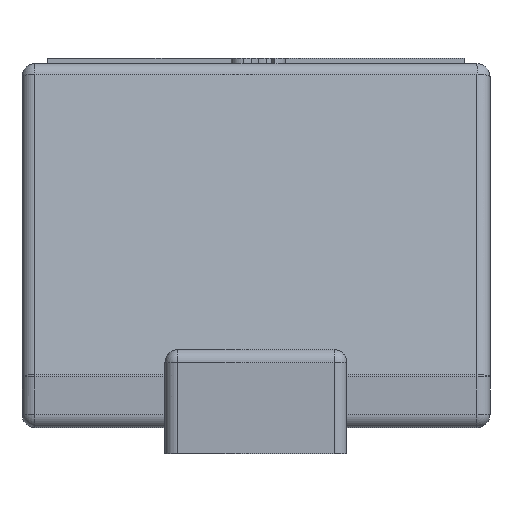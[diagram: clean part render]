
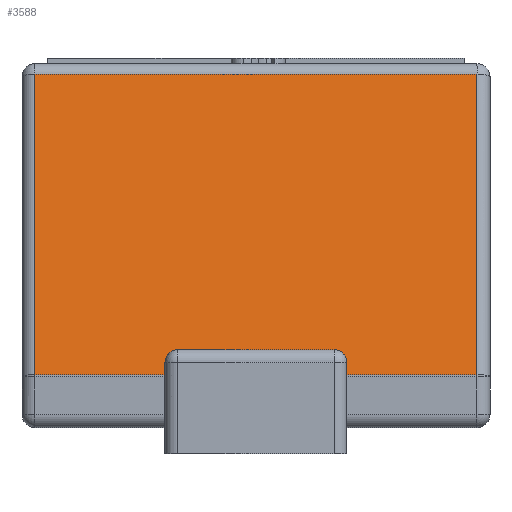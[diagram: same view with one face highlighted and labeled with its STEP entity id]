
A CAD part, left-side view. The second image highlights one B-rep face of the part: STEP entity #3588.
In plain terms, the highlighted planar face has unit normal (-0.986, 0, 0.164).
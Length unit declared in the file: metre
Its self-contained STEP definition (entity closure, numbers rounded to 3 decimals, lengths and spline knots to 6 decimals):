
#40 = DIRECTION ( 'NONE',  ( 0.164, 0., 0.986 ) ) ;
#96 = PLANE ( 'NONE',  #8261 ) ;
#203 = LINE ( 'NONE', #8547, #2571 ) ;
#469 = CARTESIAN_POINT ( 'NONE',  ( -0.000643, -0.000175, 0.00019 ) ) ;
#590 = ORIENTED_EDGE ( 'NONE', *, *, #3205, .F. ) ;
#617 = LINE ( 'NONE', #7527, #7824 ) ;
#631 = CARTESIAN_POINT ( 'NONE',  ( -0.000646, -0.000175, 0.000175 ) ) ;
#699 = CARTESIAN_POINT ( 'NONE',  ( -0.000553, 0.000425, 0.000729 ) ) ;
#705 = LINE ( 'NONE', #6249, #7998 ) ;
#719 = CARTESIAN_POINT ( 'NONE',  ( -0.00055, -0.000425, 0.00075 ) ) ;
#811 = CARTESIAN_POINT ( 'NONE',  ( -0.00065, -0.000175, 0.000152 ) ) ;
#879 = EDGE_CURVE ( 'NONE', #5277, #7303, #705, .T. ) ;
#1064 = FACE_OUTER_BOUND ( 'NONE', #2391, .T. ) ;
#1070 = EDGE_CURVE ( 'NONE', #7400, #7935, #5691, .T. ) ;
#1085 = LINE ( 'NONE', #5579, #8403 ) ;
#1292 = EDGE_CURVE ( 'NONE', #3013, #7631, #203, .T. ) ;
#1396 = ORIENTED_EDGE ( 'NONE', *, *, #9154, .T. ) ;
#1435 = ORIENTED_EDGE ( 'NONE', *, *, #1070, .F. ) ;
#1763 = CARTESIAN_POINT ( 'NONE',  ( -0.000642, -0.00015, 0.0002 ) ) ;
#1870 = CARTESIAN_POINT ( 'NONE',  ( -0.00055, -0.000175, 0.00075 ) ) ;
#1951 = VERTEX_POINT ( 'NONE', #6951 ) ;
#1990 = CARTESIAN_POINT ( 'NONE',  ( -0.000642, -0.000165, 0.0002 ) ) ;
#2149 = CARTESIAN_POINT ( 'NONE',  ( -0.000553, -0.000425, 0.000729 ) ) ;
#2270 = CARTESIAN_POINT ( 'NONE',  ( -0.00065, 0.000425, 0.000152 ) ) ;
#2375 = CARTESIAN_POINT ( 'NONE',  ( -0.000643, 0.000175, 0.00019 ) ) ;
#2391 = EDGE_LOOP ( 'NONE', ( #8730, #8051, #6649, #4542, #590, #1435, #7747, #1396, #9983, #8934 ) ) ;
#2463 = EDGE_CURVE ( 'NONE', #7400, #2726, #1085, .T. ) ;
#2565 =( BOUNDED_CURVE ( )  B_SPLINE_CURVE ( 3, ( #3825, #4675, #2375, #7784 ),
 .UNSPECIFIED., .F., .T. ) 
 B_SPLINE_CURVE_WITH_KNOTS ( ( 4, 4 ),
 ( 3.141593, 4.712389 ),
 .UNSPECIFIED. ) 
 CURVE ( )  GEOMETRIC_REPRESENTATION_ITEM ( )  RATIONAL_B_SPLINE_CURVE ( ( 1., 0.805, 0.805, 1. ) ) 
 REPRESENTATION_ITEM ( '' )  );
#2571 = VECTOR ( 'NONE', #4093, 1. ) ;
#2575 = CARTESIAN_POINT ( 'NONE',  ( -0.00055, 0., 0.00075 ) ) ;
#2726 = VERTEX_POINT ( 'NONE', #5928 ) ;
#2803 = CARTESIAN_POINT ( 'NONE',  ( -0.000646, -0.000175, 0.000175 ) ) ;
#3013 = VERTEX_POINT ( 'NONE', #2149 ) ;
#3183 = VERTEX_POINT ( 'NONE', #6625 ) ;
#3205 = EDGE_CURVE ( 'NONE', #7935, #5277, #4788, .T. ) ;
#3510 = CARTESIAN_POINT ( 'NONE',  ( -0.000642, -0.00015, 0.0002 ) ) ;
#3588 = ADVANCED_FACE ( 'NONE', ( #1064 ), #96, .T. ) ;
#3825 = CARTESIAN_POINT ( 'NONE',  ( -0.000642, 0.00015, 0.0002 ) ) ;
#4093 = DIRECTION ( 'NONE',  ( 0., 1., 0. ) ) ;
#4409 = CARTESIAN_POINT ( 'NONE',  ( -0.00055, 0.000425, 0.00075 ) ) ;
#4425 = VECTOR ( 'NONE', #5257, 1. ) ;
#4528 = LINE ( 'NONE', #719, #8943 ) ;
#4542 = ORIENTED_EDGE ( 'NONE', *, *, #879, .F. ) ;
#4630 = CARTESIAN_POINT ( 'NONE',  ( -0.00055, 0.000175, 0.00075 ) ) ;
#4675 = CARTESIAN_POINT ( 'NONE',  ( -0.000642, 0.000165, 0.0002 ) ) ;
#4728 = DIRECTION ( 'NONE',  ( 0., 1., 0. ) ) ;
#4788 =( BOUNDED_CURVE ( )  B_SPLINE_CURVE ( 3, ( #631, #469, #1990, #3510 ),
 .UNSPECIFIED., .F., .F. ) 
 B_SPLINE_CURVE_WITH_KNOTS ( ( 4, 4 ),
 ( 4.712389, 6.283185 ),
 .UNSPECIFIED. ) 
 CURVE ( )  GEOMETRIC_REPRESENTATION_ITEM ( )  RATIONAL_B_SPLINE_CURVE ( ( 1., 0.805, 0.805, 1. ) ) 
 REPRESENTATION_ITEM ( '' )  );
#5257 = DIRECTION ( 'NONE',  ( 0.164, 0., 0.986 ) ) ;
#5277 = VERTEX_POINT ( 'NONE', #1763 ) ;
#5429 = VECTOR ( 'NONE', #7310, 1. ) ;
#5579 = CARTESIAN_POINT ( 'NONE',  ( -0.00065, -0.00045, 0.000152 ) ) ;
#5691 = LINE ( 'NONE', #1870, #5429 ) ;
#5928 = CARTESIAN_POINT ( 'NONE',  ( -0.00065, -0.000425, 0.000152 ) ) ;
#5960 = CARTESIAN_POINT ( 'NONE',  ( -0.000642, 0.00015, 0.0002 ) ) ;
#6249 = CARTESIAN_POINT ( 'NONE',  ( -0.000642, 0., 0.0002 ) ) ;
#6625 = CARTESIAN_POINT ( 'NONE',  ( -0.00065, 0.000175, 0.000152 ) ) ;
#6649 = ORIENTED_EDGE ( 'NONE', *, *, #8147, .F. ) ;
#6951 = CARTESIAN_POINT ( 'NONE',  ( -0.000646, 0.000175, 0.000175 ) ) ;
#7303 = VERTEX_POINT ( 'NONE', #5960 ) ;
#7310 = DIRECTION ( 'NONE',  ( 0.164, 0., 0.986 ) ) ;
#7387 = VERTEX_POINT ( 'NONE', #2270 ) ;
#7400 = VERTEX_POINT ( 'NONE', #811 ) ;
#7527 = CARTESIAN_POINT ( 'NONE',  ( -0.00065, -0.00045, 0.000152 ) ) ;
#7572 = LINE ( 'NONE', #4630, #4425 ) ;
#7631 = VERTEX_POINT ( 'NONE', #699 ) ;
#7747 = ORIENTED_EDGE ( 'NONE', *, *, #2463, .T. ) ;
#7750 = VECTOR ( 'NONE', #8965, 1. ) ;
#7784 = CARTESIAN_POINT ( 'NONE',  ( -0.000646, 0.000175, 0.000175 ) ) ;
#7824 = VECTOR ( 'NONE', #9929, 1. ) ;
#7909 = EDGE_CURVE ( 'NONE', #7631, #7387, #8201, .T. ) ;
#7935 = VERTEX_POINT ( 'NONE', #2803 ) ;
#7998 = VECTOR ( 'NONE', #9314, 1. ) ;
#8051 = ORIENTED_EDGE ( 'NONE', *, *, #9058, .T. ) ;
#8147 = EDGE_CURVE ( 'NONE', #7303, #1951, #2565, .T. ) ;
#8201 = LINE ( 'NONE', #4409, #7750 ) ;
#8261 = AXIS2_PLACEMENT_3D ( 'NONE', #2575, #9379, #4728 ) ;
#8403 = VECTOR ( 'NONE', #8654, 1. ) ;
#8547 = CARTESIAN_POINT ( 'NONE',  ( -0.000553, 0., 0.000729 ) ) ;
#8654 = DIRECTION ( 'NONE',  ( 0., -1., 0. ) ) ;
#8730 = ORIENTED_EDGE ( 'NONE', *, *, #9034, .T. ) ;
#8934 = ORIENTED_EDGE ( 'NONE', *, *, #7909, .T. ) ;
#8943 = VECTOR ( 'NONE', #40, 1. ) ;
#8965 = DIRECTION ( 'NONE',  ( -0.164, 0., -0.986 ) ) ;
#9034 = EDGE_CURVE ( 'NONE', #7387, #3183, #617, .T. ) ;
#9058 = EDGE_CURVE ( 'NONE', #3183, #1951, #7572, .T. ) ;
#9154 = EDGE_CURVE ( 'NONE', #2726, #3013, #4528, .T. ) ;
#9314 = DIRECTION ( 'NONE',  ( 0., 1., 0. ) ) ;
#9379 = DIRECTION ( 'NONE',  ( -0.986, 0., 0.164 ) ) ;
#9929 = DIRECTION ( 'NONE',  ( 0., -1., 0. ) ) ;
#9983 = ORIENTED_EDGE ( 'NONE', *, *, #1292, .T. ) ;
